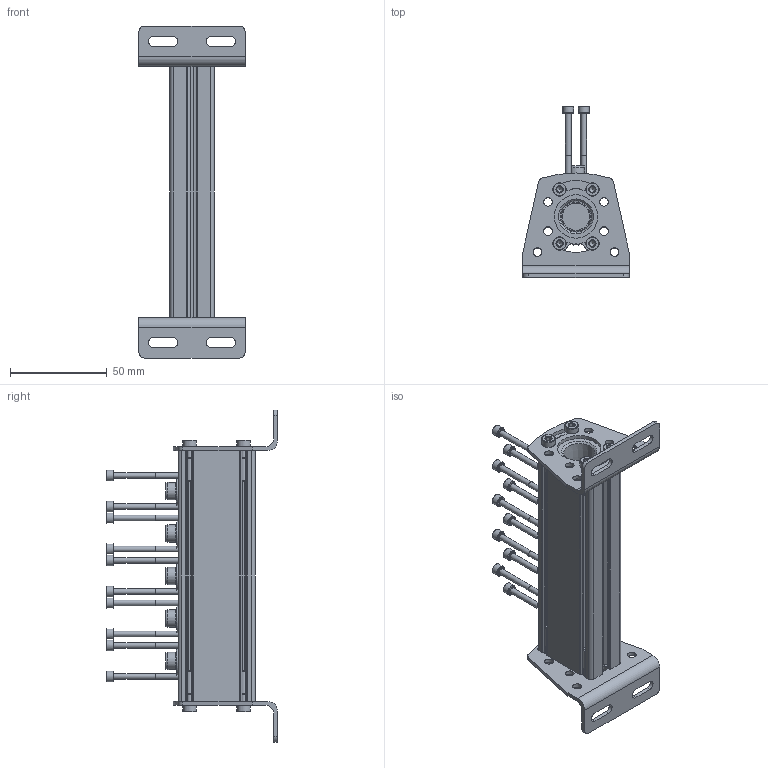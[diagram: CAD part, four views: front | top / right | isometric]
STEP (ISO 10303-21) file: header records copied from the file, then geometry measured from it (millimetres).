
FILE_DESCRIPTION(/* description */ ('STEP AP214'),/* implementation_level */ '2;1');
FILE_NAME(/* name */ '576378_VABM-B10-20-N38-5-P53',/* time_stamp */ '2024-09-15T21:21:52+02:00',/* author */ ('License CC BY-ND 4.0'),/* organization */ ('CADENAS'),/* preprocessor_version */ 'ST-DEVELOPER v19.3',/* originating_system */ 'PARTsolutions',/* authorisation */ ' ');
FILE_SCHEMA (('AUTOMOTIVE_DESIGN {1 0 10303 214 3 1 1}'));
Length unit declared in the file: millimetre
Products named in the file (7): 576378 VABM-B10-20-N38-5-P53; 576378 VABM-B10-20-N38-5-P53---(M); 1354302 VUVS-G18---(S); 2833702 F-M3x40-10.9; 174169 B-3/8-NPT---(Plug); 1457621 VAME-B10-20-A---(V); 3041592 F-M4x18/12
Assembly tree (27 placements, depth 2):
  576378 VABM-B10-20-N38-5-P53
    576378 VABM-B10-20-N38-5-P53---(M)
    1354302 VUVS-G18---(S)  x5
    2833702 F-M3x40-10.9  x10
    174169 B-3/8-NPT---(Plug)
    1457621 VAME-B10-20-A---(V)  x2
    3041592 F-M4x18/12  x8
Bounding box: 55 x 88.6 x 172 mm (x, y, z)
Volume: 100870.8 mm3; surface area: 57663.3 mm2
Topology: 27 solids, 27 shells, 892 faces, 2147 edges, 1348 vertices
Faces by surface type: plane 455, cylinder 265, cone 128, torus 44
Full cylindrical faces by diameter (mm): 2.459 x10, 2.92 x10, 3 x10, 3.242 x1, 3.45 x8, 4 x8, 4.5 x12, 5 x1, 5.5 x10, 6 x10, 7 x8, 7.938 x1, 8.9 x5, 10.8 x5, 14.3 x1, 15 x5, 22.5 x2
Entity records: 8794 total; most frequent: CARTESIAN_POINT 1589, DIRECTION 1538, ORIENTED_EDGE 1272, EDGE_CURVE 636, AXIS2_PLACEMENT_3D 606, VERTEX_POINT 468, FACE_BOUND 438, EDGE_LOOP 424
